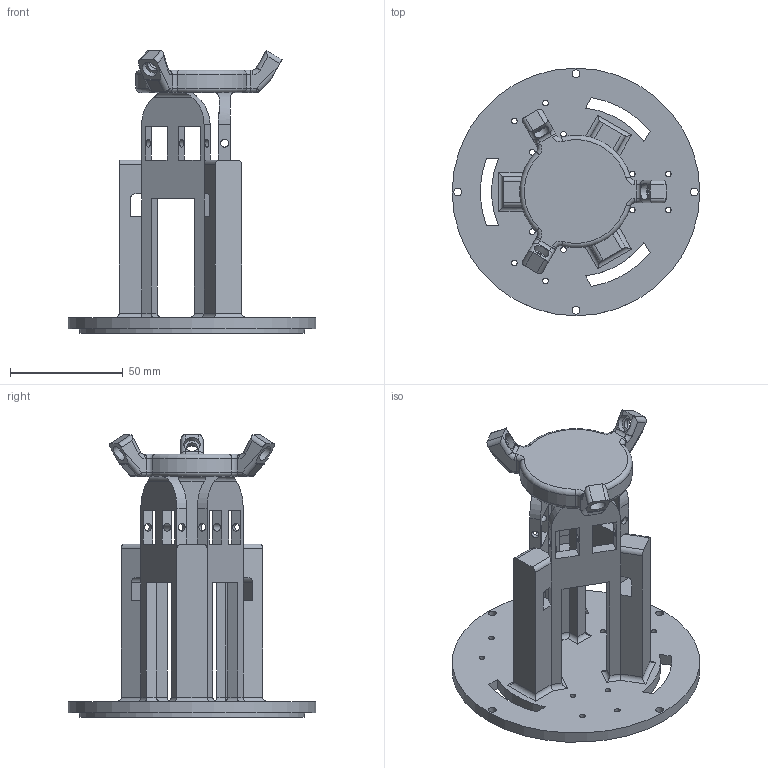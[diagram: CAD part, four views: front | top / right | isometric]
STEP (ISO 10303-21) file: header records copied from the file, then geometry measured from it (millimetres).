
FILE_DESCRIPTION(/* description */ (''),/* implementation_level */ '2;1');
FILE_NAME(/* name */ 'BottomPlatform.stp',/* time_stamp */ '2022-08-10T13:45:25+03:00',/* author */ ('zreik'),/* organization */ (''),/* preprocessor_version */ 'ST-DEVELOPER v17',/* originating_system */ 'Autodesk Inventor 2019',/* authorisation */ '');
FILE_SCHEMA (('AUTOMOTIVE_DESIGN { 1 0 10303 214 3 1 1 }'));
Length unit declared in the file: millimetre
Products named in the file (1): BottomPlatform
Bounding box: 110 x 110 x 125.66 mm (x, y, z)
Volume: 123682.4 mm3; surface area: 52688.7 mm2
Topology: 1 solids, 1 shells, 293 faces, 785 edges, 483 vertices
Faces by surface type: cylinder 141, plane 120, torus 24, sphere 8
Full cylindrical faces by diameter (mm): 2.5 x12, 3.5 x13, 5 x3, 7.2 x6, 96 x1, 100 x1, 110 x1
Entity records: 9476 total; most frequent: CARTESIAN_POINT 1765, DIRECTION 1644, ORIENTED_EDGE 1570, EDGE_CURVE 785, AXIS2_PLACEMENT_3D 585, VERTEX_POINT 483, LINE 474, VECTOR 474
